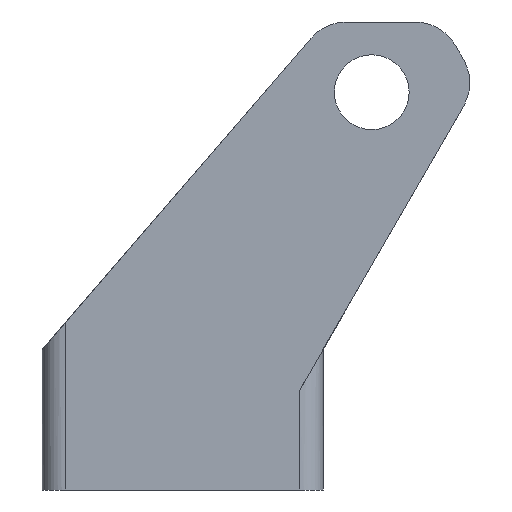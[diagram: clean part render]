
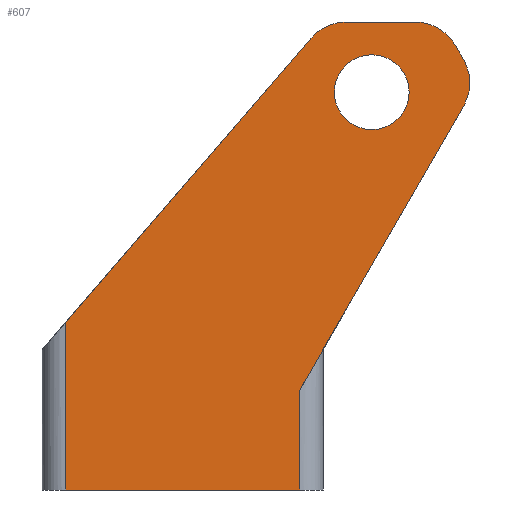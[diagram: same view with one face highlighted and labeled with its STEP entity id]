
A CAD part, left-side view. The second image highlights one B-rep face of the part: STEP entity #607.
In plain terms, the highlighted planar face has unit normal (-1, 0, 0).
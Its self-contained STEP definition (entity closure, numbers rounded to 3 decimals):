
#17=FACE_BOUND('',#92,.T.);
#35=PLANE('',#675);
#56=FACE_OUTER_BOUND('',#91,.T.);
#91=EDGE_LOOP('',(#444,#445,#446,#447,#448,#449,#450,#451,#452,#453));
#92=EDGE_LOOP('',(#454));
#139=LINE('',#978,#193);
#142=LINE('',#984,#196);
#143=LINE('',#986,#197);
#144=LINE('',#988,#198);
#145=LINE('',#990,#199);
#146=LINE('',#992,#200);
#147=LINE('',#996,#201);
#193=VECTOR('',#781,10.);
#196=VECTOR('',#786,10.);
#197=VECTOR('',#787,10.);
#198=VECTOR('',#788,10.);
#199=VECTOR('',#789,10.);
#200=VECTOR('',#790,10.);
#201=VECTOR('',#793,10.);
#239=CIRCLE('',#673,2.);
#240=CIRCLE('',#676,2.);
#241=CIRCLE('',#677,2.);
#242=CIRCLE('',#678,1.6);
#278=VERTEX_POINT('',#971);
#279=VERTEX_POINT('',#973);
#280=VERTEX_POINT('',#977);
#282=VERTEX_POINT('',#983);
#283=VERTEX_POINT('',#985);
#284=VERTEX_POINT('',#987);
#285=VERTEX_POINT('',#989);
#286=VERTEX_POINT('',#991);
#287=VERTEX_POINT('',#993);
#288=VERTEX_POINT('',#995);
#289=VERTEX_POINT('',#998);
#341=EDGE_CURVE('',#278,#279,#239,.T.);
#343=EDGE_CURVE('',#279,#280,#139,.T.);
#346=EDGE_CURVE('',#282,#278,#142,.T.);
#347=EDGE_CURVE('',#283,#282,#143,.T.);
#348=EDGE_CURVE('',#283,#284,#144,.T.);
#349=EDGE_CURVE('',#285,#284,#145,.T.);
#350=EDGE_CURVE('',#286,#285,#146,.T.);
#351=EDGE_CURVE('',#287,#286,#240,.T.);
#352=EDGE_CURVE('',#288,#287,#147,.T.);
#353=EDGE_CURVE('',#280,#288,#241,.T.);
#354=EDGE_CURVE('',#289,#289,#242,.T.);
#444=ORIENTED_EDGE('',*,*,#341,.F.);
#445=ORIENTED_EDGE('',*,*,#346,.F.);
#446=ORIENTED_EDGE('',*,*,#347,.F.);
#447=ORIENTED_EDGE('',*,*,#348,.T.);
#448=ORIENTED_EDGE('',*,*,#349,.F.);
#449=ORIENTED_EDGE('',*,*,#350,.F.);
#450=ORIENTED_EDGE('',*,*,#351,.F.);
#451=ORIENTED_EDGE('',*,*,#352,.F.);
#452=ORIENTED_EDGE('',*,*,#353,.F.);
#453=ORIENTED_EDGE('',*,*,#343,.F.);
#454=ORIENTED_EDGE('',*,*,#354,.T.);
#607=ADVANCED_FACE('',(#56,#17),#35,.T.);
#673=AXIS2_PLACEMENT_3D('',#974,#776,#777);
#675=AXIS2_PLACEMENT_3D('',#982,#784,#785);
#676=AXIS2_PLACEMENT_3D('',#994,#791,#792);
#677=AXIS2_PLACEMENT_3D('',#997,#794,#795);
#678=AXIS2_PLACEMENT_3D('',#999,#796,#797);
#776=DIRECTION('center_axis',(1.,0.,0.));
#777=DIRECTION('ref_axis',(0.,0.416,0.909));
#781=DIRECTION('',(0.,-1.,0.));
#784=DIRECTION('center_axis',(-1.,0.,0.));
#785=DIRECTION('ref_axis',(0.,-1.,0.));
#786=DIRECTION('',(0.,-0.653,0.757));
#787=DIRECTION('',(0.,0.,1.));
#788=DIRECTION('',(0.,-1.,0.));
#789=DIRECTION('',(0.,0.,-1.));
#790=DIRECTION('',(0.,0.5,-0.866));
#791=DIRECTION('center_axis',(1.,0.,0.));
#792=DIRECTION('ref_axis',(0.,-1.,0.));
#793=DIRECTION('',(0.,-0.5,-0.866));
#794=DIRECTION('center_axis',(1.,0.,0.));
#795=DIRECTION('ref_axis',(0.,-0.5,0.866));
#796=DIRECTION('center_axis',(1.,0.,0.));
#797=DIRECTION('ref_axis',(0.,0.,-1.));
#971=CARTESIAN_POINT('',(-6.,-5.485,19.307));
#973=CARTESIAN_POINT('',(-6.,-6.999,20.));
#974=CARTESIAN_POINT('Origin',(-6.,-6.999,18.));
#977=CARTESIAN_POINT('',(-6.,-9.928,20.));
#978=CARTESIAN_POINT('',(-6.,-6.083,20.));
#982=CARTESIAN_POINT('Origin',(-6.,6.,0.));
#983=CARTESIAN_POINT('',(-6.,5.,7.159));
#984=CARTESIAN_POINT('',(-6.,6.,6.));
#985=CARTESIAN_POINT('',(-6.,5.,0.));
#986=CARTESIAN_POINT('',(-6.,5.,0.));
#987=CARTESIAN_POINT('',(-6.,-5.,0.));
#988=CARTESIAN_POINT('',(-6.,6.,0.));
#989=CARTESIAN_POINT('',(-6.,-5.,4.268));
#990=CARTESIAN_POINT('',(-6.,-5.,0.));
#991=CARTESIAN_POINT('',(-6.,-12.006,16.402));
#992=CARTESIAN_POINT('',(-6.,-14.083,20.));
#993=CARTESIAN_POINT('',(-6.,-12.006,18.402));
#994=CARTESIAN_POINT('Origin',(-6.,-10.274,17.402));
#995=CARTESIAN_POINT('',(-6.,-11.66,19.));
#996=CARTESIAN_POINT('',(-6.,-13.653,15.549));
#997=CARTESIAN_POINT('Origin',(-6.,-9.928,18.));
#998=CARTESIAN_POINT('',(-6.,-8.083,18.6));
#999=CARTESIAN_POINT('Origin',(-6.,-8.083,17.));
